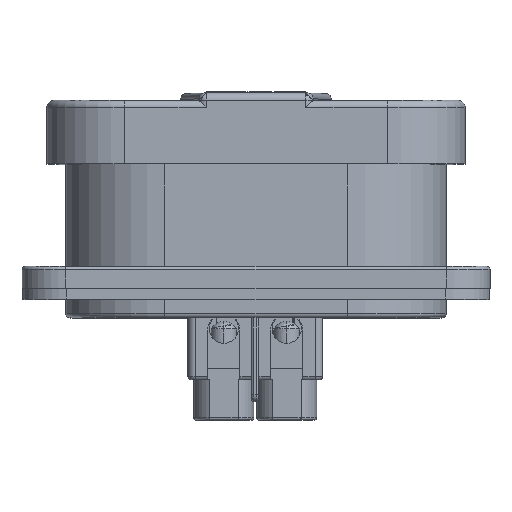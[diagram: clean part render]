
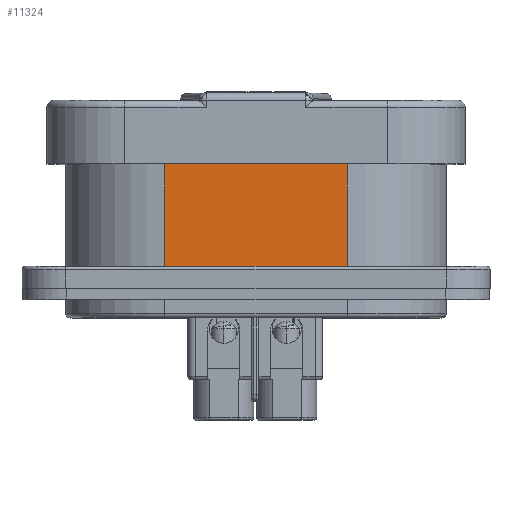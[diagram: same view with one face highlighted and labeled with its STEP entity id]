
A CAD part, top view. The second image highlights one B-rep face of the part: STEP entity #11324.
In plain terms, the highlighted planar face has unit normal (0, 0, 1).
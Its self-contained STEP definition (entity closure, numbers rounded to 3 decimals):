
#603 = DIRECTION ( 'NONE',  ( -1., 0., 0. ) ) ;
#3478 = LINE ( 'NONE', #26708, #19443 ) ;
#5460 = CARTESIAN_POINT ( 'NONE',  ( 12.6, -3.25, 26.5 ) ) ;
#5663 = DIRECTION ( 'NONE',  ( 0., -1., 0. ) ) ;
#6596 = ORIENTED_EDGE ( 'NONE', *, *, #7834, .T. ) ;
#7711 = DIRECTION ( 'NONE',  ( 0., -1., 0. ) ) ;
#7834 = EDGE_CURVE ( 'NONE', #21921, #23553, #3478, .T. ) ;
#10999 = LINE ( 'NONE', #16727, #14285 ) ;
#11041 = VECTOR ( 'NONE', #7711, 1000. ) ;
#11324 = ADVANCED_FACE ( 'NONE', ( #34972 ), #20872, .T. ) ;
#11726 = DIRECTION ( 'NONE',  ( 0., 0., 1. ) ) ;
#14285 = VECTOR ( 'NONE', #5663, 1000. ) ;
#14361 = CARTESIAN_POINT ( 'NONE',  ( 12.6, 12.75, 26.5 ) ) ;
#14402 = DIRECTION ( 'NONE',  ( 1., 0., 0. ) ) ;
#15777 = EDGE_LOOP ( 'NONE', ( #6596, #32363, #28944, #35205 ) ) ;
#16022 = VECTOR ( 'NONE', #27446, 1000. ) ;
#16727 = CARTESIAN_POINT ( 'NONE',  ( -12.4, 12.75, 26.5 ) ) ;
#16797 = VERTEX_POINT ( 'NONE', #24667 ) ;
#17459 = EDGE_CURVE ( 'NONE', #23553, #19081, #10999, .T. ) ;
#19081 = VERTEX_POINT ( 'NONE', #33417 ) ;
#19443 = VECTOR ( 'NONE', #603, 1000. ) ;
#20872 = PLANE ( 'NONE',  #24219 ) ;
#21921 = VERTEX_POINT ( 'NONE', #24822 ) ;
#22108 = LINE ( 'NONE', #5460, #16022 ) ;
#22375 = EDGE_CURVE ( 'NONE', #16797, #19081, #22108, .T. ) ;
#22492 = CARTESIAN_POINT ( 'NONE',  ( -12.4, 10.75, 26.5 ) ) ;
#22563 = LINE ( 'NONE', #14361, #11041 ) ;
#23553 = VERTEX_POINT ( 'NONE', #22492 ) ;
#24219 = AXIS2_PLACEMENT_3D ( 'NONE', #29256, #11726, #14402 ) ;
#24667 = CARTESIAN_POINT ( 'NONE',  ( 12.6, -3.25, 26.5 ) ) ;
#24822 = CARTESIAN_POINT ( 'NONE',  ( 12.6, 10.75, 26.5 ) ) ;
#26708 = CARTESIAN_POINT ( 'NONE',  ( 12.7, 10.75, 26.5 ) ) ;
#27446 = DIRECTION ( 'NONE',  ( -1., 0., 0. ) ) ;
#27781 = EDGE_CURVE ( 'NONE', #21921, #16797, #22563, .T. ) ;
#28944 = ORIENTED_EDGE ( 'NONE', *, *, #22375, .F. ) ;
#29256 = CARTESIAN_POINT ( 'NONE',  ( 12.6, 13.75, 26.5 ) ) ;
#32363 = ORIENTED_EDGE ( 'NONE', *, *, #17459, .T. ) ;
#33417 = CARTESIAN_POINT ( 'NONE',  ( -12.4, -3.25, 26.5 ) ) ;
#34972 = FACE_OUTER_BOUND ( 'NONE', #15777, .T. ) ;
#35205 = ORIENTED_EDGE ( 'NONE', *, *, #27781, .F. ) ;
